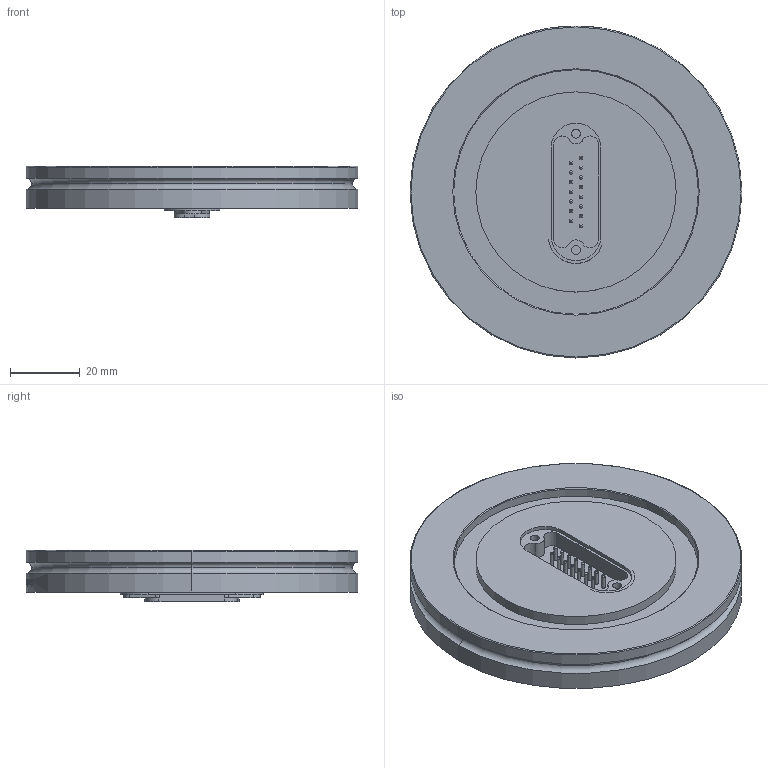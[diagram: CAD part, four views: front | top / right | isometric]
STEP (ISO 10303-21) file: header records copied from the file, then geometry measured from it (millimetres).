
FILE_DESCRIPTION(/* description */ ('Alibre Inc.'),/* implementation_level */ '2;1');
FILE_NAME(/* name */ 'export0',/* time_stamp */ '2009-06-18T15:37:49-07:00',/* author */ (''),/* organization */ (''),/* preprocessor_version */ 'ST-DEVELOPER v10',/* originating_system */ 'Alibre',/* authorisation */ '');
FILE_SCHEMA (('CONFIG_CONTROL_DESIGN'));
Length unit declared in the file: centimetre
Products named in the file (1): ID_1
Bounding box: 95 x 95 x 14.71 mm (x, y, z)
Volume: 74502.6 mm3; surface area: 22711.4 mm2
Topology: 1 solids, 1 shells, 463 faces, 1164 edges, 771 vertices
Faces by surface type: plane 182, bspline 140, cylinder 102, torus 36, cone 2, sphere 1
Full cylindrical faces by diameter (mm): 0.94 x29, 2.565 x4
Entity records: 37361 total; most frequent: CARTESIAN_POINT 27960, ORIENTED_EDGE 2140, DIRECTION 1302, EDGE_CURVE 1070, VERTEX_POINT 741, AXIS2_PLACEMENT_3D 620, EDGE_LOOP 599, FACE_BOUND 599
